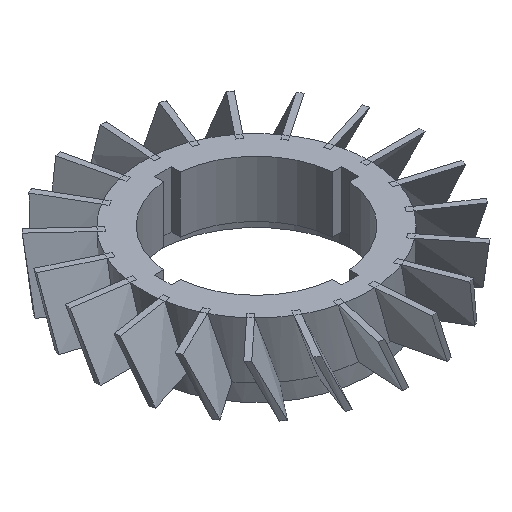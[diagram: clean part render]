
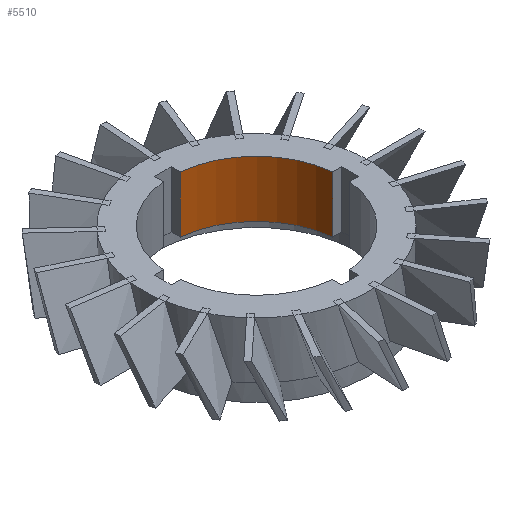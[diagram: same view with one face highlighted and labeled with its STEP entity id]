
A CAD part, isometric view. The second image highlights one B-rep face of the part: STEP entity #5510.
In plain terms, the highlighted cylindrical face has radius 15.1 mm (diameter 30.2 mm), a partial arc.
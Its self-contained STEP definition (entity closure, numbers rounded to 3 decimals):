
#2746 = EDGE_CURVE('',#2747,#2749,#2751,.T.);
#2747 = VERTEX_POINT('',#2748);
#2748 = CARTESIAN_POINT('',(15.025,1.5,10.));
#2749 = VERTEX_POINT('',#2750);
#2750 = CARTESIAN_POINT('',(1.5,15.025,10.));
#2751 = CIRCLE('',#2752,15.1);
#2752 = AXIS2_PLACEMENT_3D('',#2753,#2754,#2755);
#2753 = CARTESIAN_POINT('',(0.,0.,10.));
#2754 = DIRECTION('',(0.,0.,1.));
#2755 = DIRECTION('',(1.,0.,0.));
#5510 = ADVANCED_FACE('',(#5511),#5537,.F.);
#5511 = FACE_BOUND('',#5512,.T.);
#5512 = EDGE_LOOP('',(#5513,#5524,#5530,#5531));
#5513 = ORIENTED_EDGE('',*,*,#5514,.F.);
#5514 = EDGE_CURVE('',#5515,#5517,#5519,.T.);
#5515 = VERTEX_POINT('',#5516);
#5516 = CARTESIAN_POINT('',(15.025,1.5,0.));
#5517 = VERTEX_POINT('',#5518);
#5518 = CARTESIAN_POINT('',(1.5,15.025,0.));
#5519 = CIRCLE('',#5520,15.1);
#5520 = AXIS2_PLACEMENT_3D('',#5521,#5522,#5523);
#5521 = CARTESIAN_POINT('',(0.,0.,0.));
#5522 = DIRECTION('',(0.,0.,1.));
#5523 = DIRECTION('',(1.,0.,0.));
#5524 = ORIENTED_EDGE('',*,*,#5525,.T.);
#5525 = EDGE_CURVE('',#5515,#2747,#5526,.T.);
#5526 = LINE('',#5527,#5528);
#5527 = CARTESIAN_POINT('',(15.025,1.5,0.));
#5528 = VECTOR('',#5529,1.);
#5529 = DIRECTION('',(0.,0.,1.));
#5530 = ORIENTED_EDGE('',*,*,#2746,.T.);
#5531 = ORIENTED_EDGE('',*,*,#5532,.F.);
#5532 = EDGE_CURVE('',#5517,#2749,#5533,.T.);
#5533 = LINE('',#5534,#5535);
#5534 = CARTESIAN_POINT('',(1.5,15.025,0.));
#5535 = VECTOR('',#5536,1.);
#5536 = DIRECTION('',(0.,0.,1.));
#5537 = CYLINDRICAL_SURFACE('',#5538,15.1);
#5538 = AXIS2_PLACEMENT_3D('',#5539,#5540,#5541);
#5539 = CARTESIAN_POINT('',(0.,0.,0.));
#5540 = DIRECTION('',(-0.,-0.,-1.));
#5541 = DIRECTION('',(1.,0.,0.));
